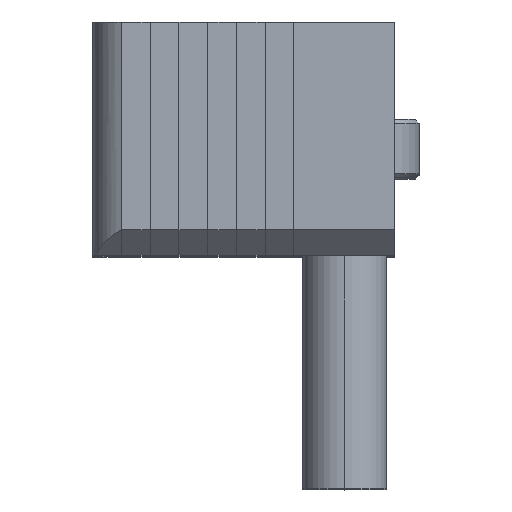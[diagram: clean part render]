
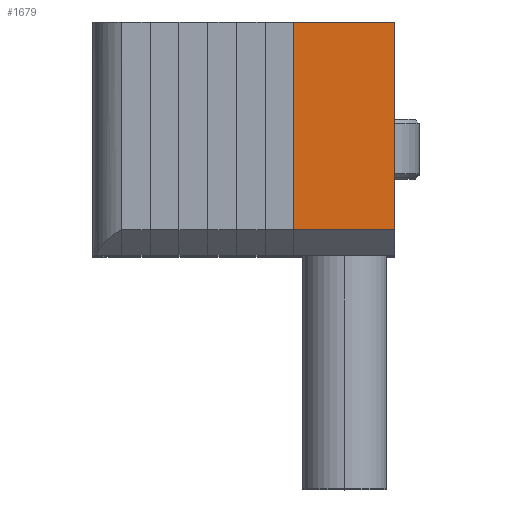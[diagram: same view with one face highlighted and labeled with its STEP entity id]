
A CAD part, top view. The second image highlights one B-rep face of the part: STEP entity #1679.
In plain terms, the highlighted planar face has unit normal (0, 0, 1).
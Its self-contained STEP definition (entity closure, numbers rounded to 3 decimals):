
#174 = CARTESIAN_POINT ( 'NONE',  ( 2.6, 0., 30. ) ) ;
#397 = ORIENTED_EDGE ( 'NONE', *, *, #4954, .T. ) ;
#675 = CARTESIAN_POINT ( 'NONE',  ( -2.6, -4.2, 30. ) ) ;
#842 = EDGE_CURVE ( 'NONE', #1702, #6865, #5683, .T. ) ;
#869 = AXIS2_PLACEMENT_3D ( 'NONE', #1716, #6571, #7484 ) ;
#1139 = VECTOR ( 'NONE', #1195, 1000. ) ;
#1195 = DIRECTION ( 'NONE',  ( -1., 0., 0. ) ) ;
#1293 = EDGE_LOOP ( 'NONE', ( #397, #1768, #4001, #4240 ) ) ;
#1310 = LINE ( 'NONE', #2370, #7699 ) ;
#1377 = VECTOR ( 'NONE', #2010, 1000. ) ;
#1679 = ADVANCED_FACE ( 'NONE', ( #7175 ), #7406, .F. ) ;
#1702 = VERTEX_POINT ( 'NONE', #7441 ) ;
#1708 = LINE ( 'NONE', #3710, #1139 ) ;
#1716 = CARTESIAN_POINT ( 'NONE',  ( 2.6, 0., 30. ) ) ;
#1768 = ORIENTED_EDGE ( 'NONE', *, *, #7199, .F. ) ;
#2010 = DIRECTION ( 'NONE',  ( 0., -1., 0. ) ) ;
#2013 = VERTEX_POINT ( 'NONE', #675 ) ;
#2039 = EDGE_CURVE ( 'NONE', #1702, #2974, #1310, .T. ) ;
#2355 = LINE ( 'NONE', #4835, #6235 ) ;
#2370 = CARTESIAN_POINT ( 'NONE',  ( 2.6, 6.5, 30. ) ) ;
#2974 = VERTEX_POINT ( 'NONE', #4831 ) ;
#3710 = CARTESIAN_POINT ( 'NONE',  ( 2.6, -4.2, 30. ) ) ;
#3839 = CARTESIAN_POINT ( 'NONE',  ( 2.6, -4.2, 30. ) ) ;
#4001 = ORIENTED_EDGE ( 'NONE', *, *, #842, .F. ) ;
#4236 = DIRECTION ( 'NONE',  ( 0., -1., 0. ) ) ;
#4240 = ORIENTED_EDGE ( 'NONE', *, *, #2039, .T. ) ;
#4831 = CARTESIAN_POINT ( 'NONE',  ( -2.6, 6.5, 30. ) ) ;
#4835 = CARTESIAN_POINT ( 'NONE',  ( -2.6, 0., 30. ) ) ;
#4930 = DIRECTION ( 'NONE',  ( -1., 0., 0. ) ) ;
#4954 = EDGE_CURVE ( 'NONE', #2974, #2013, #2355, .T. ) ;
#5683 = LINE ( 'NONE', #174, #1377 ) ;
#6235 = VECTOR ( 'NONE', #4236, 1000. ) ;
#6571 = DIRECTION ( 'NONE',  ( 0., 0., -1. ) ) ;
#6865 = VERTEX_POINT ( 'NONE', #3839 ) ;
#7175 = FACE_OUTER_BOUND ( 'NONE', #1293, .T. ) ;
#7199 = EDGE_CURVE ( 'NONE', #6865, #2013, #1708, .T. ) ;
#7406 = PLANE ( 'NONE',  #869 ) ;
#7441 = CARTESIAN_POINT ( 'NONE',  ( 2.6, 6.5, 30. ) ) ;
#7484 = DIRECTION ( 'NONE',  ( -1., 0., 0. ) ) ;
#7699 = VECTOR ( 'NONE', #4930, 1000. ) ;
